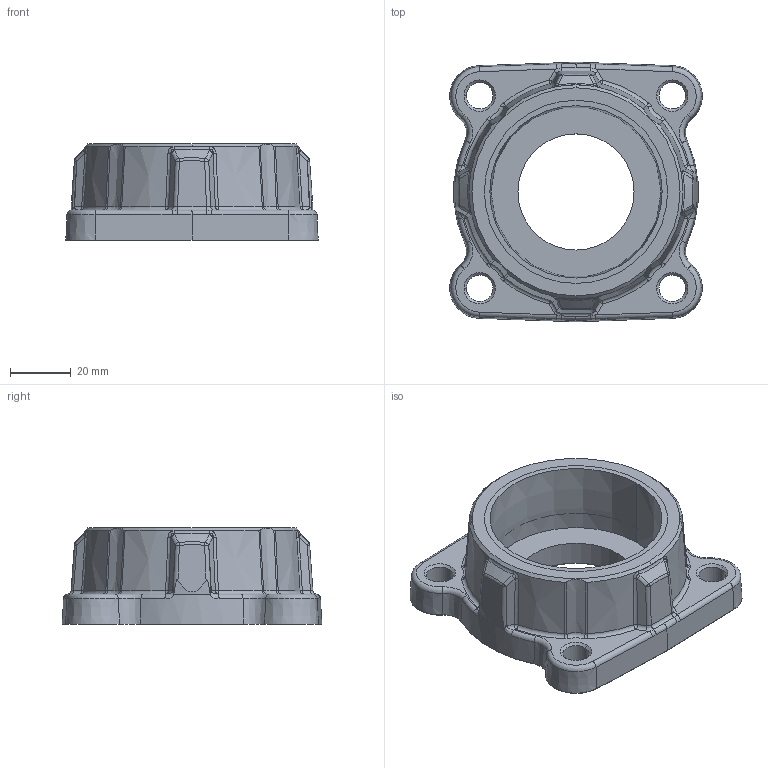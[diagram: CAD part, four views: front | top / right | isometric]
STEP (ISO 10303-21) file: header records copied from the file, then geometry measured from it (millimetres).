
FILE_DESCRIPTION((''),'2;1');
FILE_NAME('B40036','2012-02-07T',('jdetw'),(''),'PRO/ENGINEER BY PARAMETRIC TECHNOLOGY CORPORATION, 2011180','PRO/ENGINEER BY PARAMETRIC TECHNOLOGY CORPORATION, 2011180','');
FILE_SCHEMA(('CONFIG_CONTROL_DESIGN'));
Length unit declared in the file: inch
Products named in the file (1): B40036
Bounding box: 82.93 x 85.17 x 31.75 mm (x, y, z)
Volume: 84517.8 mm3; surface area: 27385.7 mm2
Topology: 1 solids, 2 shells, 234 faces, 546 edges, 316 vertices
Faces by surface type: bspline 88, cone 46, torus 38, cylinder 38, plane 24
Entity records: 10346 total; most frequent: CARTESIAN_POINT 5545, ORIENTED_EDGE 1088, DIRECTION 888, EDGE_CURVE 546, AXIS2_PLACEMENT_3D 397, VERTEX_POINT 316, CIRCLE 250, EDGE_LOOP 246
